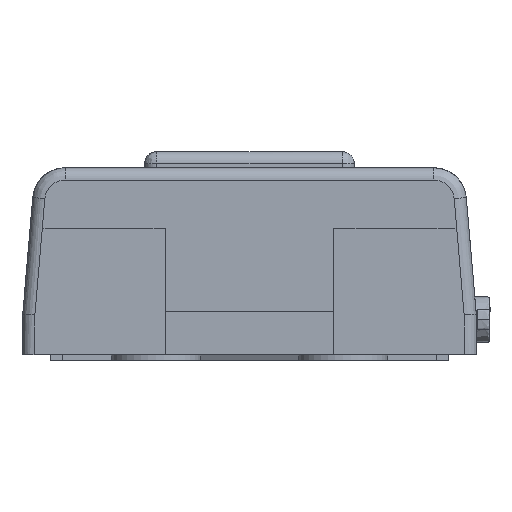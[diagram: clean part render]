
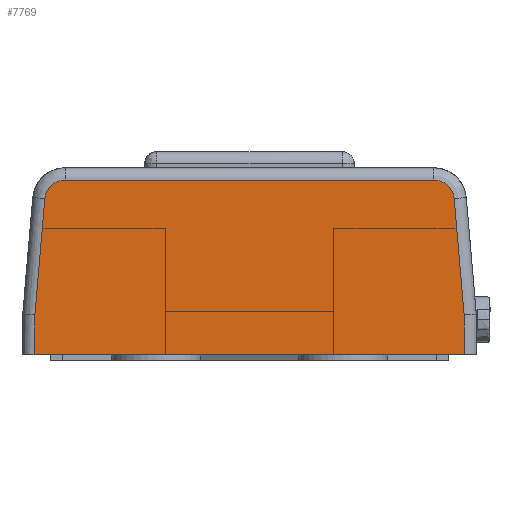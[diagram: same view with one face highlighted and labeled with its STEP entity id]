
A CAD part, left-side view. The second image highlights one B-rep face of the part: STEP entity #7769.
In plain terms, the highlighted planar face has unit normal (-1, 0, 0).
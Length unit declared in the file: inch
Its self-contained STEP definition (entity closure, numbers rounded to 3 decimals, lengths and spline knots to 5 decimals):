
#188 = DIRECTION ( 'NONE',  ( 0., 0.086, 0.996 ) ) ;
#392 = DIRECTION ( 'NONE',  ( 0., -1., 0. ) ) ;
#735 = ORIENTED_EDGE ( 'NONE', *, *, #20069, .T. ) ;
#778 = ORIENTED_EDGE ( 'NONE', *, *, #16143, .T. ) ;
#810 = VECTOR ( 'NONE', #15625, 39.37008 ) ;
#1370 = LINE ( 'NONE', #10023, #8172 ) ;
#2010 = ORIENTED_EDGE ( 'NONE', *, *, #16676, .T. ) ;
#2049 = LINE ( 'NONE', #2738, #9382 ) ;
#2167 = CARTESIAN_POINT ( 'NONE',  ( -12.79528, -1.0433, 0. ) ) ;
#2247 = DIRECTION ( 'NONE',  ( 0., 0., 1. ) ) ;
#2738 = CARTESIAN_POINT ( 'NONE',  ( -12.79528, 1.03992, 0.1938 ) ) ;
#2816 = EDGE_CURVE ( 'NONE', #10117, #5802, #6458, .T. ) ;
#2879 = VECTOR ( 'NONE', #188, 39.37008 ) ;
#2950 = CARTESIAN_POINT ( 'NONE',  ( -12.79528, 0.9178, 0.84421 ) ) ;
#3237 = ORIENTED_EDGE ( 'NONE', *, *, #4216, .T. ) ;
#3280 = CARTESIAN_POINT ( 'NONE',  ( -12.79528, -0.99048, 0.76976 ) ) ;
#3422 = CARTESIAN_POINT ( 'NONE',  ( -12.79528, -0.92894, 0.84217 ) ) ;
#4216 = EDGE_CURVE ( 'NONE', #4813, #14074, #2049, .T. ) ;
#4592 = VERTEX_POINT ( 'NONE', #2167 ) ;
#4603 = CARTESIAN_POINT ( 'NONE',  ( -12.79528, -0.99161, 0.7565 ) ) ;
#4813 = VERTEX_POINT ( 'NONE', #12770 ) ;
#5118 = LINE ( 'NONE', #17783, #8662 ) ;
#5802 = VERTEX_POINT ( 'NONE', #14764 ) ;
#6054 = CARTESIAN_POINT ( 'NONE',  ( -12.79528, 0.90583, 0.84647 ) ) ;
#6458 = LINE ( 'NONE', #14996, #11535 ) ;
#6598 = CARTESIAN_POINT ( 'NONE',  ( -12.79528, -0.98316, 0.79433 ) ) ;
#6782 = VERTEX_POINT ( 'NONE', #4603 ) ;
#6977 = CARTESIAN_POINT ( 'NONE',  ( -12.79528, -1.03992, 0.1938 ) ) ;
#7595 = CARTESIAN_POINT ( 'NONE',  ( -12.79528, -1.03992, 0.1938 ) ) ;
#7615 = CARTESIAN_POINT ( 'NONE',  ( -12.79528, 0.99161, 0.7565 ) ) ;
#7767 = VERTEX_POINT ( 'NONE', #6977 ) ;
#7769 = ADVANCED_FACE ( 'NONE', ( #11020 ), #8745, .T. ) ;
#8062 = CARTESIAN_POINT ( 'NONE',  ( -12.79528, 1.0433, 0. ) ) ;
#8172 = VECTOR ( 'NONE', #11751, 39.37008 ) ;
#8577 = B_SPLINE_CURVE_WITH_KNOTS ( 'NONE', 3,
 ( #20586, #6054, #2950, #20380, #15670, #12514, #10927, #9249, #14128, #7615 ),
 .UNSPECIFIED., .F., .F.,
 ( 4, 2, 2, 2, 4 ),
 ( 0., 0.25, 0.5, 0.75, 1. ),
 .UNSPECIFIED. ) ;
#8662 = VECTOR ( 'NONE', #11272, 39.37008 ) ;
#8745 = PLANE ( 'NONE',  #16272 ) ;
#9249 = CARTESIAN_POINT ( 'NONE',  ( -12.79528, 0.98732, 0.78043 ) ) ;
#9382 = VECTOR ( 'NONE', #18829, 39.37008 ) ;
#10023 = CARTESIAN_POINT ( 'NONE',  ( -12.79528, 0.99161, 0.7565 ) ) ;
#10038 = ORIENTED_EDGE ( 'NONE', *, *, #15664, .T. ) ;
#10117 = VERTEX_POINT ( 'NONE', #16604 ) ;
#10457 = EDGE_CURVE ( 'NONE', #5802, #6782, #19625, .T. ) ;
#10927 = CARTESIAN_POINT ( 'NONE',  ( -12.79528, 0.97643, 0.80253 ) ) ;
#11020 = FACE_OUTER_BOUND ( 'NONE', #19845, .T. ) ;
#11272 = DIRECTION ( 'NONE',  ( 0., -1., 0. ) ) ;
#11535 = VECTOR ( 'NONE', #392, 39.37008 ) ;
#11751 = DIRECTION ( 'NONE',  ( 0., 0.086, -0.996 ) ) ;
#12514 = CARTESIAN_POINT ( 'NONE',  ( -12.79528, 0.96916, 0.81225 ) ) ;
#12717 = CARTESIAN_POINT ( 'NONE',  ( -12.79528, -0.90535, 0.84646 ) ) ;
#12770 = CARTESIAN_POINT ( 'NONE',  ( -12.79528, 1.03992, 0.1938 ) ) ;
#13369 = DIRECTION ( 'NONE',  ( -1., 0., 0. ) ) ;
#13389 = ORIENTED_EDGE ( 'NONE', *, *, #17497, .T. ) ;
#14074 = VERTEX_POINT ( 'NONE', #8062 ) ;
#14128 = CARTESIAN_POINT ( 'NONE',  ( -12.79528, 0.99056, 0.76877 ) ) ;
#14764 = CARTESIAN_POINT ( 'NONE',  ( -12.79528, -0.89355, 0.84646 ) ) ;
#14873 = CARTESIAN_POINT ( 'NONE',  ( -12.79528, -0.99161, 0.7565 ) ) ;
#14996 = CARTESIAN_POINT ( 'NONE',  ( -12.79528, 0.89355, 0.84646 ) ) ;
#15197 = VERTEX_POINT ( 'NONE', #20243 ) ;
#15625 = DIRECTION ( 'NONE',  ( 0., 0.017, 1. ) ) ;
#15664 = EDGE_CURVE ( 'NONE', #7767, #6782, #17253, .T. ) ;
#15670 = CARTESIAN_POINT ( 'NONE',  ( -12.79528, 0.95104, 0.82886 ) ) ;
#15703 = LINE ( 'NONE', #20683, #810 ) ;
#16000 = CARTESIAN_POINT ( 'NONE',  ( -12.79528, -0.89355, 0.84646 ) ) ;
#16143 = EDGE_CURVE ( 'NONE', #15197, #4813, #1370, .T. ) ;
#16272 = AXIS2_PLACEMENT_3D ( 'NONE', #19895, #13369, #2247 ) ;
#16604 = CARTESIAN_POINT ( 'NONE',  ( -12.79528, 0.89355, 0.84646 ) ) ;
#16676 = EDGE_CURVE ( 'NONE', #14074, #4592, #5118, .T. ) ;
#17253 = LINE ( 'NONE', #7595, #2879 ) ;
#17497 = EDGE_CURVE ( 'NONE', #10117, #15197, #8577, .T. ) ;
#17783 = CARTESIAN_POINT ( 'NONE',  ( -12.79528, -1.0433, 0. ) ) ;
#17790 = CARTESIAN_POINT ( 'NONE',  ( -12.79528, -0.95981, 0.8237 ) ) ;
#18829 = DIRECTION ( 'NONE',  ( 0., 0.017, -1. ) ) ;
#19625 = B_SPLINE_CURVE_WITH_KNOTS ( 'NONE', 3,
 ( #16000, #12717, #3422, #17790, #6598, #3280, #14873 ),
 .UNSPECIFIED., .F., .F.,
 ( 4, 1, 1, 1, 4 ),
 ( 0., 0.24217, 0.48437, 0.72657, 1. ),
 .UNSPECIFIED. ) ;
#19831 = ORIENTED_EDGE ( 'NONE', *, *, #10457, .F. ) ;
#19845 = EDGE_LOOP ( 'NONE', ( #10038, #19831, #19989, #13389, #778, #3237, #2010, #735 ) ) ;
#19895 = CARTESIAN_POINT ( 'NONE',  ( -12.79528, -1.0433, 0.85492 ) ) ;
#19989 = ORIENTED_EDGE ( 'NONE', *, *, #2816, .F. ) ;
#20069 = EDGE_CURVE ( 'NONE', #4592, #7767, #15703, .T. ) ;
#20243 = CARTESIAN_POINT ( 'NONE',  ( -12.79528, 0.99161, 0.7565 ) ) ;
#20380 = CARTESIAN_POINT ( 'NONE',  ( -12.79528, 0.94072, 0.8353 ) ) ;
#20586 = CARTESIAN_POINT ( 'NONE',  ( -12.79528, 0.89355, 0.84646 ) ) ;
#20683 = CARTESIAN_POINT ( 'NONE',  ( -12.79528, -1.0433, 0. ) ) ;
